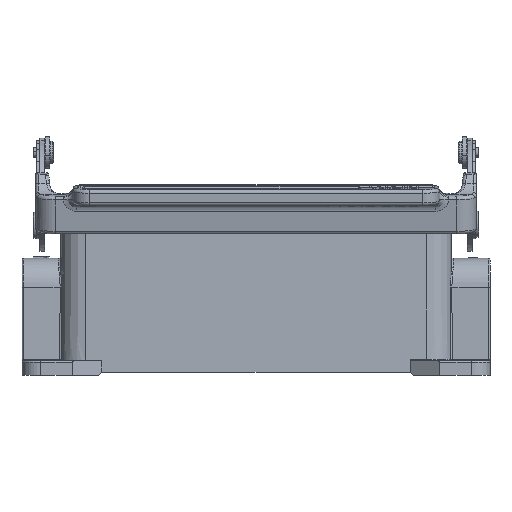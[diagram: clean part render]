
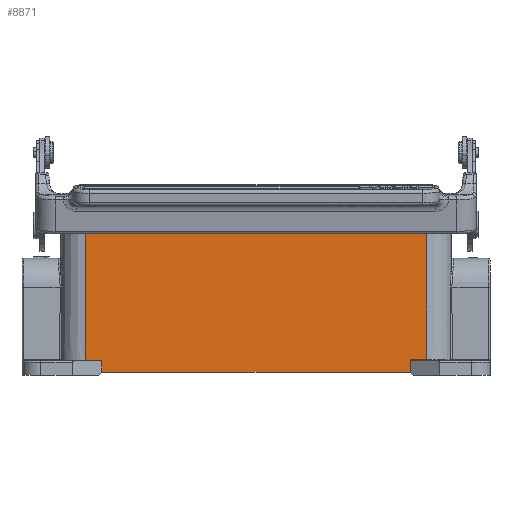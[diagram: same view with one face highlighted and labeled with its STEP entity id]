
A CAD part, left-side view. The second image highlights one B-rep face of the part: STEP entity #8871.
In plain terms, the highlighted planar face has unit normal (-1, 0, 0.009).
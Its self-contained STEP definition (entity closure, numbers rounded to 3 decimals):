
#2639=LINE('',#43168,#4369);
#2641=LINE('',#43172,#4371);
#2650=LINE('',#43190,#4380);
#2657=LINE('',#43211,#4387);
#2658=LINE('',#43213,#4388);
#2659=LINE('',#43215,#4389);
#2660=LINE('',#43216,#4390);
#2661=LINE('',#43218,#4391);
#2662=LINE('',#43220,#4392);
#2663=LINE('',#43221,#4393);
#2664=LINE('',#43223,#4394);
#2665=LINE('',#43225,#4395);
#4369=VECTOR('',#30866,1.);
#4371=VECTOR('',#30870,1.);
#4380=VECTOR('',#30883,1.);
#4387=VECTOR('',#30900,1.);
#4388=VECTOR('',#30903,1.);
#4389=VECTOR('',#30904,1.);
#4390=VECTOR('',#30905,1.);
#4391=VECTOR('',#30906,1.);
#4392=VECTOR('',#30907,1.);
#4393=VECTOR('',#30908,1.);
#4394=VECTOR('',#30909,1.);
#4395=VECTOR('',#30910,1.);
#6403=FACE_OUTER_BOUND('',#10625,.T.);
#7155=PLANE('',#26100);
#8871=ADVANCED_FACE('',(#6403),#7155,.T.);
#10625=EDGE_LOOP('',(#16369,#16370,#16371,#16372,#16373,#16374,#16375,#16376,
#16377,#16378,#16379,#16380));
#16369=ORIENTED_EDGE('',*,*,#23087,.T.);
#16370=ORIENTED_EDGE('',*,*,#23075,.T.);
#16371=ORIENTED_EDGE('',*,*,#23086,.T.);
#16372=ORIENTED_EDGE('',*,*,#23088,.T.);
#16373=ORIENTED_EDGE('',*,*,#23066,.F.);
#16374=ORIENTED_EDGE('',*,*,#23064,.T.);
#16375=ORIENTED_EDGE('',*,*,#23089,.T.);
#16376=ORIENTED_EDGE('',*,*,#23090,.F.);
#16377=ORIENTED_EDGE('',*,*,#23091,.F.);
#16378=ORIENTED_EDGE('',*,*,#23092,.T.);
#16379=ORIENTED_EDGE('',*,*,#23093,.T.);
#16380=ORIENTED_EDGE('',*,*,#23094,.T.);
#19789=VERTEX_POINT('',#43032);
#19829=VERTEX_POINT('',#43167);
#19830=VERTEX_POINT('',#43169);
#19831=VERTEX_POINT('',#43173);
#19838=VERTEX_POINT('',#43191);
#19839=VERTEX_POINT('',#43192);
#19846=VERTEX_POINT('',#43210);
#19847=VERTEX_POINT('',#43214);
#19848=VERTEX_POINT('',#43217);
#19849=VERTEX_POINT('',#43219);
#19850=VERTEX_POINT('',#43222);
#19851=VERTEX_POINT('',#43224);
#23064=EDGE_CURVE('',#19830,#19829,#2639,.T.);
#23066=EDGE_CURVE('',#19830,#19831,#2641,.T.);
#23075=EDGE_CURVE('',#19838,#19839,#2650,.T.);
#23086=EDGE_CURVE('',#19839,#19846,#2657,.T.);
#23087=EDGE_CURVE('',#19847,#19838,#2658,.T.);
#23088=EDGE_CURVE('',#19846,#19831,#2659,.T.);
#23089=EDGE_CURVE('',#19829,#19848,#2660,.T.);
#23090=EDGE_CURVE('',#19849,#19848,#2661,.T.);
#23091=EDGE_CURVE('',#19789,#19849,#2662,.T.);
#23092=EDGE_CURVE('',#19789,#19850,#2663,.T.);
#23093=EDGE_CURVE('',#19850,#19851,#2664,.T.);
#23094=EDGE_CURVE('',#19851,#19847,#2665,.T.);
#26100=AXIS2_PLACEMENT_3D('',#43226,#30911,#30912);
#30866=DIRECTION('',(0.,1.,0.));
#30870=DIRECTION('',(-0.009,0.,-1.));
#30883=DIRECTION('',(0.,1.,0.));
#30900=DIRECTION('',(-0.009,0.,-1.));
#30903=DIRECTION('',(0.009,0.,1.));
#30904=DIRECTION('',(0.,1.,0.));
#30905=DIRECTION('',(-0.009,0.,-1.));
#30906=DIRECTION('',(0.,1.,0.));
#30907=DIRECTION('',(0.009,0.,1.));
#30908=DIRECTION('',(0.,-1.,0.));
#30909=DIRECTION('',(0.009,0.,1.));
#30910=DIRECTION('',(0.,-1.,0.));
#30911=DIRECTION('',(-1.,0.,0.009));
#30912=DIRECTION('',(0.,1.,0.));
#43032=CARTESIAN_POINT('',(-21.936,47.5,1.));
#43167=CARTESIAN_POINT('',(-21.5,52.5,51.));
#43168=CARTESIAN_POINT('',(-21.5,1.6,51.));
#43169=CARTESIAN_POINT('',(-21.5,1.6,51.));
#43172=CARTESIAN_POINT('',(-21.5,1.6,51.));
#43173=CARTESIAN_POINT('',(-21.526,1.6,48.));
#43190=CARTESIAN_POINT('',(-21.5,-52.5,51.));
#43191=CARTESIAN_POINT('',(-21.5,-52.5,51.));
#43192=CARTESIAN_POINT('',(-21.5,-1.6,51.));
#43210=CARTESIAN_POINT('',(-21.526,-1.6,48.));
#43211=CARTESIAN_POINT('',(-21.5,-1.6,51.));
#43213=CARTESIAN_POINT('',(-21.901,-52.5,4.996));
#43214=CARTESIAN_POINT('',(-21.901,-52.5,4.996));
#43215=CARTESIAN_POINT('',(-21.526,-1.6,48.));
#43216=CARTESIAN_POINT('',(-21.5,52.5,51.));
#43217=CARTESIAN_POINT('',(-21.906,52.5,4.5));
#43218=CARTESIAN_POINT('',(-21.906,47.5,4.5));
#43219=CARTESIAN_POINT('',(-21.906,47.5,4.5));
#43220=CARTESIAN_POINT('',(-21.936,47.5,1.));
#43221=CARTESIAN_POINT('',(-21.936,47.5,1.));
#43222=CARTESIAN_POINT('',(-21.936,-47.5,1.));
#43223=CARTESIAN_POINT('',(-21.936,-47.5,1.));
#43224=CARTESIAN_POINT('',(-21.901,-47.5,4.996));
#43225=CARTESIAN_POINT('',(-21.901,-47.5,4.996));
#43226=CARTESIAN_POINT('',(-21.5,55.148,51.));
